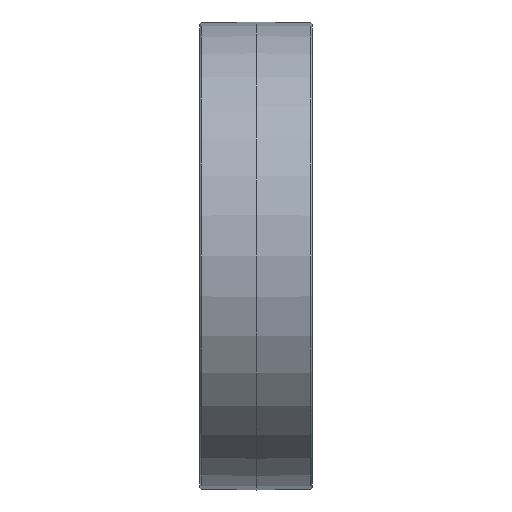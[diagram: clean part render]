
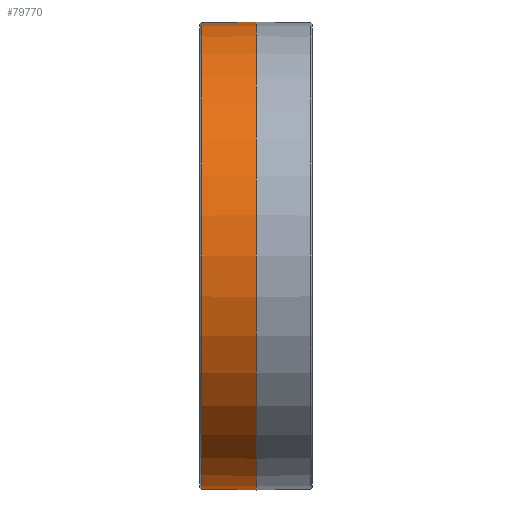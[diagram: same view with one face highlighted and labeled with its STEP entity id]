
A CAD part, front view. The second image highlights one B-rep face of the part: STEP entity #79770.
In plain terms, the highlighted conical face has half-angle 1 degrees and reference radius 75.89 mm.
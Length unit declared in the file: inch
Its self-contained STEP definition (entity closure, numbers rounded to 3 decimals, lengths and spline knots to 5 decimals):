
#4999 = DIRECTION ( 'NONE',  ( 1., 0., 0. ) ) ;
#5390 = DIRECTION ( 'NONE',  ( 1., 0., -0.017 ) ) ;
#7516 = EDGE_CURVE ( 'NONE', #90007, #30150, #35519, .T. ) ;
#11191 = CIRCLE ( 'NONE', #12821, 3. ) ;
#12610 = CONICAL_SURFACE ( 'NONE', #44180, 2.98779, 0.017 ) ;
#12764 = CARTESIAN_POINT ( 'NONE',  ( -0.69941, 0., 0. ) ) ;
#12821 = AXIS2_PLACEMENT_3D ( 'NONE', #64555, #57635, #28478 ) ;
#20188 = EDGE_LOOP ( 'NONE', ( #25112, #53968, #37513, #87747 ) ) ;
#25112 = ORIENTED_EDGE ( 'NONE', *, *, #7516, .F. ) ;
#28478 = DIRECTION ( 'NONE',  ( 0., 0., 1. ) ) ;
#30150 = VERTEX_POINT ( 'NONE', #55656 ) ;
#33792 = CARTESIAN_POINT ( 'NONE',  ( -0.69941, 0., 2.98779 ) ) ;
#34413 = EDGE_CURVE ( 'NONE', #39870, #90007, #79108, .T. ) ;
#35071 = CARTESIAN_POINT ( 'NONE',  ( -0.69941, 0., -2.98779 ) ) ;
#35519 = LINE ( 'NONE', #95773, #79601 ) ;
#36503 = AXIS2_PLACEMENT_3D ( 'NONE', #12764, #42909, #49336 ) ;
#36940 = CARTESIAN_POINT ( 'NONE',  ( 0., 0., -3. ) ) ;
#37513 = ORIENTED_EDGE ( 'NONE', *, *, #59810, .T. ) ;
#39870 = VERTEX_POINT ( 'NONE', #61674 ) ;
#42909 = DIRECTION ( 'NONE',  ( -1., 0., 0. ) ) ;
#44180 = AXIS2_PLACEMENT_3D ( 'NONE', #80125, #4999, #50446 ) ;
#46847 = EDGE_CURVE ( 'NONE', #89351, #30150, #11191, .T. ) ;
#49336 = DIRECTION ( 'NONE',  ( 0., 0., 1. ) ) ;
#50446 = DIRECTION ( 'NONE',  ( 0., 0., -1. ) ) ;
#52270 = DIRECTION ( 'NONE',  ( 1., 0., 0.017 ) ) ;
#53968 = ORIENTED_EDGE ( 'NONE', *, *, #34413, .F. ) ;
#55656 = CARTESIAN_POINT ( 'NONE',  ( 0., 0., 3. ) ) ;
#57635 = DIRECTION ( 'NONE',  ( -1., 0., 0. ) ) ;
#59810 = EDGE_CURVE ( 'NONE', #39870, #89351, #79541, .T. ) ;
#61674 = CARTESIAN_POINT ( 'NONE',  ( -0.69941, 0., -2.98779 ) ) ;
#64555 = CARTESIAN_POINT ( 'NONE',  ( 0., 0., 0. ) ) ;
#71742 = FACE_OUTER_BOUND ( 'NONE', #20188, .T. ) ;
#79108 = CIRCLE ( 'NONE', #36503, 2.98779 ) ;
#79541 = LINE ( 'NONE', #35071, #83862 ) ;
#79601 = VECTOR ( 'NONE', #52270, 39.37008 ) ;
#79770 = ADVANCED_FACE ( 'NONE', ( #71742 ), #12610, .T. ) ;
#80125 = CARTESIAN_POINT ( 'NONE',  ( -0.69941, 0., 0. ) ) ;
#83862 = VECTOR ( 'NONE', #5390, 39.37008 ) ;
#87747 = ORIENTED_EDGE ( 'NONE', *, *, #46847, .T. ) ;
#89351 = VERTEX_POINT ( 'NONE', #36940 ) ;
#90007 = VERTEX_POINT ( 'NONE', #33792 ) ;
#95773 = CARTESIAN_POINT ( 'NONE',  ( -0.69941, 0., 2.98779 ) ) ;
